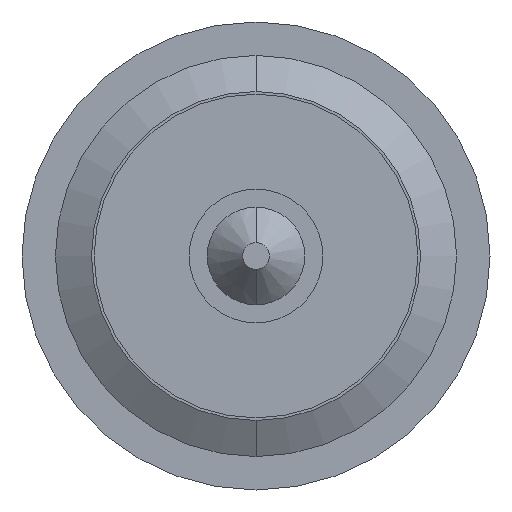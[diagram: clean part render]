
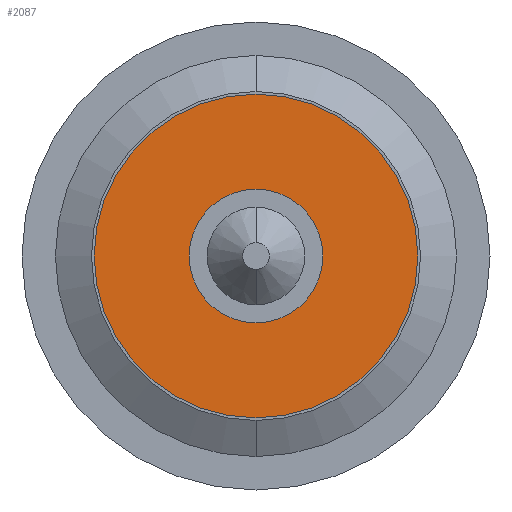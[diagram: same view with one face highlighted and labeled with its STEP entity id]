
A CAD part, front view. The second image highlights one B-rep face of the part: STEP entity #2087.
In plain terms, the highlighted planar face has unit normal (0, -1, 0).
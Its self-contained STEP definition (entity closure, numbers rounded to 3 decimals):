
#127 = DIRECTION ( 'NONE',  ( 0., 0., 1. ) ) ;
#139 = EDGE_LOOP ( 'NONE', ( #317, #2298 ) ) ;
#317 = ORIENTED_EDGE ( 'NONE', *, *, #2942, .F. ) ;
#372 = VERTEX_POINT ( 'NONE', #1200 ) ;
#446 = EDGE_CURVE ( 'Defeature ausgef�hrt2_30+Defeature ausgef�hrt2_29+Defeature ausgef�hrt2_29+Defeature ausgef�hrt2_29', #1884, #372, #3556, .T. ) ;
#461 = CARTESIAN_POINT ( 'NONE',  ( 0., -13.1, 0. ) ) ;
#611 = CARTESIAN_POINT ( 'NONE',  ( 0., -13.1, 0. ) ) ;
#753 = DIRECTION ( 'NONE',  ( 0., 1., 0. ) ) ;
#914 = DIRECTION ( 'NONE',  ( 0., 1., 0. ) ) ;
#970 = DIRECTION ( 'NONE',  ( 0., 0., 1. ) ) ;
#1177 = AXIS2_PLACEMENT_3D ( 'NONE', #611, #1261, #1595 ) ;
#1200 = CARTESIAN_POINT ( 'NONE',  ( 0., -13.1, -0.5 ) ) ;
#1247 = CIRCLE ( 'NONE', #4330, 1.21 ) ;
#1261 = DIRECTION ( 'NONE',  ( 0., 1., 0. ) ) ;
#1294 = AXIS2_PLACEMENT_3D ( 'NONE', #3916, #914, #1901 ) ;
#1322 = FACE_OUTER_BOUND ( 'NONE', #139, .T. ) ;
#1575 = CIRCLE ( 'NONE', #1294, 0.5 ) ;
#1587 = PLANE ( 'NONE',  #3471 ) ;
#1595 = DIRECTION ( 'NONE',  ( 0., 0., 1. ) ) ;
#1605 = EDGE_CURVE ( 'Defeature ausgef�hrt2_30+Defeature ausgef�hrt2_29+Defeature ausgef�hrt2_29+Defeature ausgef�hrt2_29', #372, #1884, #1575, .T. ) ;
#1649 = CARTESIAN_POINT ( 'NONE',  ( 0., -13.1, 0.5 ) ) ;
#1658 = CARTESIAN_POINT ( 'NONE',  ( 0.515, -13.1, 0. ) ) ;
#1884 = VERTEX_POINT ( 'NONE', #1649 ) ;
#1892 = CARTESIAN_POINT ( 'NONE',  ( 0., -13.1, -1.21 ) ) ;
#1901 = DIRECTION ( 'NONE',  ( 0., 0., 1. ) ) ;
#2085 = VERTEX_POINT ( 'NONE', #3576 ) ;
#2087 = ADVANCED_FACE ( 'Defeature ausgef�hrt2_30', ( #4255, #1322 ), #1587, .F. ) ;
#2117 = DIRECTION ( 'NONE',  ( 0., 1., 0. ) ) ;
#2239 = EDGE_CURVE ( 'Defeature ausgef�hrt2_31+Defeature ausgef�hrt2_30+Defeature ausgef�hrt2_30+Defeature ausgef�hrt2_30', #3113, #2085, #3539, .T. ) ;
#2298 = ORIENTED_EDGE ( 'NONE', *, *, #2239, .F. ) ;
#2360 = CARTESIAN_POINT ( 'NONE',  ( 0., -13.1, 0. ) ) ;
#2382 = DIRECTION ( 'NONE',  ( 0., 0., 1. ) ) ;
#2599 = ORIENTED_EDGE ( 'NONE', *, *, #446, .T. ) ;
#2767 = ORIENTED_EDGE ( 'NONE', *, *, #1605, .T. ) ;
#2942 = EDGE_CURVE ( 'Defeature ausgef�hrt2_31+Defeature ausgef�hrt2_30+Defeature ausgef�hrt2_30+Defeature ausgef�hrt2_30', #2085, #3113, #1247, .T. ) ;
#3113 = VERTEX_POINT ( 'NONE', #1892 ) ;
#3324 = EDGE_LOOP ( 'NONE', ( #2599, #2767 ) ) ;
#3407 = AXIS2_PLACEMENT_3D ( 'NONE', #2360, #753, #2382 ) ;
#3471 = AXIS2_PLACEMENT_3D ( 'NONE', #1658, #3649, #970 ) ;
#3539 = CIRCLE ( 'NONE', #3407, 1.21 ) ;
#3556 = CIRCLE ( 'NONE', #1177, 0.5 ) ;
#3576 = CARTESIAN_POINT ( 'NONE',  ( 0., -13.1, 1.21 ) ) ;
#3649 = DIRECTION ( 'NONE',  ( 0., 1., 0. ) ) ;
#3916 = CARTESIAN_POINT ( 'NONE',  ( 0., -13.1, 0. ) ) ;
#4255 = FACE_BOUND ( 'NONE', #3324, .T. ) ;
#4330 = AXIS2_PLACEMENT_3D ( 'NONE', #461, #2117, #127 ) ;
